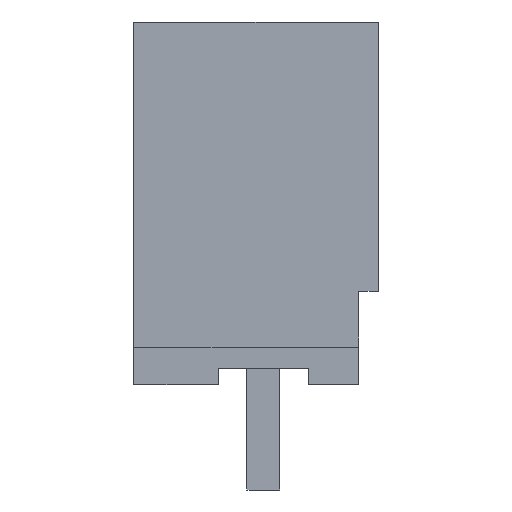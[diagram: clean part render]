
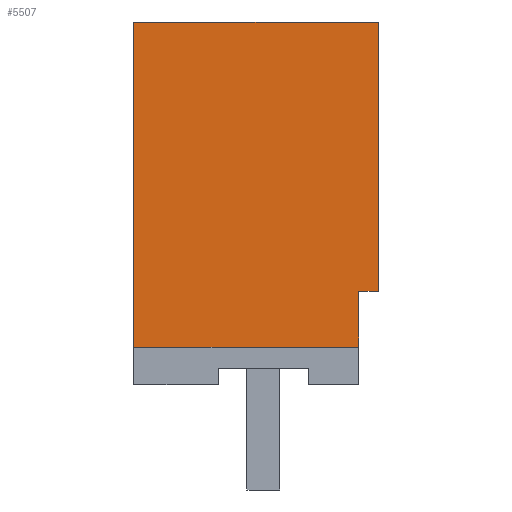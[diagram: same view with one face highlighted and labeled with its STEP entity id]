
A CAD part, left-side view. The second image highlights one B-rep face of the part: STEP entity #5507.
In plain terms, the highlighted planar face has unit normal (-1, 0, 0).
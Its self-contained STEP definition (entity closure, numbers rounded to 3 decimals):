
#5478=AXIS2_PLACEMENT_3D('Plane Axis2P3D',#5475,#5476,#5477) ;
#234=CARTESIAN_POINT('Vertex',(0.,7.45,4.35)) ;
#237=CARTESIAN_POINT('Line Origine',(0.,7.45,9.3)) ;
#241=CARTESIAN_POINT('Vertex',(0.,7.45,14.25)) ;
#4111=CARTESIAN_POINT('Vertex',(0.,0.6,6.05)) ;
#4114=CARTESIAN_POINT('Line Origine',(0.,0.6,5.2)) ;
#4118=CARTESIAN_POINT('Vertex',(0.,0.6,4.35)) ;
#5204=CARTESIAN_POINT('Line Origine',(0.,4.025,4.35)) ;
#5475=CARTESIAN_POINT('Axis2P3D Location',(0.,7.45,14.25)) ;
#5480=CARTESIAN_POINT('Line Origine',(0.,0.,10.15)) ;
#5484=CARTESIAN_POINT('Vertex',(0.,0.,14.25)) ;
#5486=CARTESIAN_POINT('Vertex',(0.,0.,6.05)) ;
#5489=CARTESIAN_POINT('Line Origine',(0.,3.725,14.25)) ;
#5494=CARTESIAN_POINT('Line Origine',(0.,0.3,6.05)) ;
#238=DIRECTION('Vector Direction',(0.,0.,-1.)) ;
#4115=DIRECTION('Vector Direction',(0.,0.,1.)) ;
#5205=DIRECTION('Vector Direction',(0.,-1.,0.)) ;
#5476=DIRECTION('Axis2P3D Direction',(-1.,0.,0.)) ;
#5477=DIRECTION('Axis2P3D XDirection',(0.,0.,1.)) ;
#5481=DIRECTION('Vector Direction',(0.,0.,-1.)) ;
#5490=DIRECTION('Vector Direction',(0.,-1.,0.)) ;
#5495=DIRECTION('Vector Direction',(0.,1.,0.)) ;
#239=VECTOR('Line Direction',#238,1.) ;
#4116=VECTOR('Line Direction',#4115,1.) ;
#5206=VECTOR('Line Direction',#5205,1.) ;
#5482=VECTOR('Line Direction',#5481,1.) ;
#5491=VECTOR('Line Direction',#5490,1.) ;
#5496=VECTOR('Line Direction',#5495,1.) ;
#5500=ORIENTED_EDGE('',*,*,#5488,.F.) ;
#5501=ORIENTED_EDGE('',*,*,#5493,.F.) ;
#5502=ORIENTED_EDGE('',*,*,#243,.T.) ;
#5503=ORIENTED_EDGE('',*,*,#5208,.T.) ;
#5504=ORIENTED_EDGE('',*,*,#4120,.T.) ;
#5505=ORIENTED_EDGE('',*,*,#5498,.F.) ;
#5507=ADVANCED_FACE('HOUSING',(#5506),#5479,.T.) ;
#243=EDGE_CURVE('',#242,#235,#240,.T.) ;
#4120=EDGE_CURVE('',#4119,#4112,#4117,.T.) ;
#5208=EDGE_CURVE('',#235,#4119,#5207,.T.) ;
#5488=EDGE_CURVE('',#5485,#5487,#5483,.T.) ;
#5493=EDGE_CURVE('',#242,#5485,#5492,.T.) ;
#5498=EDGE_CURVE('',#5487,#4112,#5497,.T.) ;
#5499=EDGE_LOOP('',(#5500,#5501,#5502,#5503,#5504,#5505)) ;
#5506=FACE_OUTER_BOUND('',#5499,.T.) ;
#240=LINE('Line',#237,#239) ;
#4117=LINE('Line',#4114,#4116) ;
#5207=LINE('Line',#5204,#5206) ;
#5483=LINE('Line',#5480,#5482) ;
#5492=LINE('Line',#5489,#5491) ;
#5497=LINE('Line',#5494,#5496) ;
#5479=PLANE('',#5478) ;
#235=VERTEX_POINT('',#234) ;
#242=VERTEX_POINT('',#241) ;
#4112=VERTEX_POINT('',#4111) ;
#4119=VERTEX_POINT('',#4118) ;
#5485=VERTEX_POINT('',#5484) ;
#5487=VERTEX_POINT('',#5486) ;
